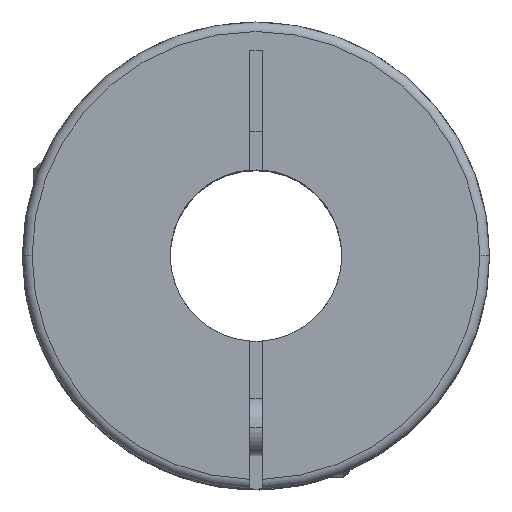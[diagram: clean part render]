
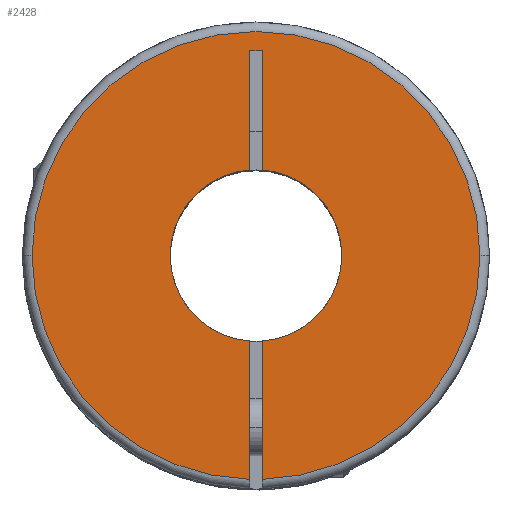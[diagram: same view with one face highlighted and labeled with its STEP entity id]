
A CAD part, top view. The second image highlights one B-rep face of the part: STEP entity #2428.
In plain terms, the highlighted planar face has unit normal (0, 0, 1).
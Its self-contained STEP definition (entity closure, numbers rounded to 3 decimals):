
#80 = CARTESIAN_POINT ( 'NONE',  ( 23.5, 0., 0. ) ) ;
#125 = VERTEX_POINT ( 'NONE', #2322 ) ;
#190 = FACE_OUTER_BOUND ( 'NONE', #3634, .T. ) ;
#215 = PLANE ( 'NONE',  #1989 ) ;
#237 = ORIENTED_EDGE ( 'NONE', *, *, #4603, .F. ) ;
#317 = ORIENTED_EDGE ( 'NONE', *, *, #2292, .F. ) ;
#362 = DIRECTION ( 'NONE',  ( -1., 0., 0. ) ) ;
#368 = CIRCLE ( 'NONE', #1757, 9. ) ;
#472 = CARTESIAN_POINT ( 'NONE',  ( 0.65, 8.976, 0. ) ) ;
#530 = VERTEX_POINT ( 'NONE', #80 ) ;
#605 = EDGE_CURVE ( 'NONE', #2467, #3632, #4384, .T. ) ;
#699 = EDGE_CURVE ( 'NONE', #4283, #3658, #1297, .T. ) ;
#743 = AXIS2_PLACEMENT_3D ( 'NONE', #1109, #2530, #4600 ) ;
#781 = VERTEX_POINT ( 'NONE', #3884 ) ;
#815 = CIRCLE ( 'NONE', #743, 23.5 ) ;
#856 = AXIS2_PLACEMENT_3D ( 'NONE', #4230, #1025, #4193 ) ;
#871 = DIRECTION ( 'NONE',  ( 0., 1., 0. ) ) ;
#909 = VECTOR ( 'NONE', #871, 1000. ) ;
#936 = CARTESIAN_POINT ( 'NONE',  ( 0., 0., 0. ) ) ;
#986 = CARTESIAN_POINT ( 'NONE',  ( 0., 0., 0. ) ) ;
#1025 = DIRECTION ( 'NONE',  ( 0., 0., -1. ) ) ;
#1109 = CARTESIAN_POINT ( 'NONE',  ( 0., 0., 0. ) ) ;
#1127 = EDGE_CURVE ( 'NONE', #781, #2872, #1953, .T. ) ;
#1150 = DIRECTION ( 'NONE',  ( -1., 0., 0. ) ) ;
#1297 = CIRCLE ( 'NONE', #856, 9. ) ;
#1329 = CARTESIAN_POINT ( 'NONE',  ( 0.65, -24.5, 0. ) ) ;
#1343 = ORIENTED_EDGE ( 'NONE', *, *, #1803, .F. ) ;
#1380 = CARTESIAN_POINT ( 'NONE',  ( -0.65, -23.491, 0. ) ) ;
#1449 = EDGE_CURVE ( 'NONE', #2467, #4283, #2475, .T. ) ;
#1464 = VECTOR ( 'NONE', #1518, 1000. ) ;
#1495 = LINE ( 'NONE', #2582, #1464 ) ;
#1518 = DIRECTION ( 'NONE',  ( 0., -1., 0. ) ) ;
#1532 = EDGE_CURVE ( 'NONE', #1975, #530, #815, .T. ) ;
#1536 = ORIENTED_EDGE ( 'NONE', *, *, #1532, .F. ) ;
#1559 = CARTESIAN_POINT ( 'NONE',  ( -23.5, 0., 0. ) ) ;
#1574 = CARTESIAN_POINT ( 'NONE',  ( -0.65, -8.976, 0. ) ) ;
#1606 = ORIENTED_EDGE ( 'NONE', *, *, #605, .F. ) ;
#1709 = EDGE_CURVE ( 'NONE', #2872, #3658, #1495, .T. ) ;
#1721 = VERTEX_POINT ( 'NONE', #472 ) ;
#1734 = ORIENTED_EDGE ( 'NONE', *, *, #2336, .T. ) ;
#1757 = AXIS2_PLACEMENT_3D ( 'NONE', #986, #2737, #2403 ) ;
#1768 = AXIS2_PLACEMENT_3D ( 'NONE', #3677, #2930, #1150 ) ;
#1786 = EDGE_CURVE ( 'NONE', #125, #3537, #2031, .T. ) ;
#1803 = EDGE_CURVE ( 'NONE', #3632, #1975, #3202, .T. ) ;
#1953 = LINE ( 'NONE', #2610, #2108 ) ;
#1968 = CARTESIAN_POINT ( 'NONE',  ( 0.65, -24.5, 0. ) ) ;
#1975 = VERTEX_POINT ( 'NONE', #1559 ) ;
#1989 = AXIS2_PLACEMENT_3D ( 'NONE', #936, #3424, #3791 ) ;
#1999 = AXIS2_PLACEMENT_3D ( 'NONE', #4197, #2385, #3843 ) ;
#2031 = LINE ( 'NONE', #1329, #2971 ) ;
#2108 = VECTOR ( 'NONE', #3061, 1000. ) ;
#2110 = DIRECTION ( 'NONE',  ( 0., 0., -1. ) ) ;
#2233 = CARTESIAN_POINT ( 'NONE',  ( 0., 0., 0. ) ) ;
#2292 = EDGE_CURVE ( 'NONE', #530, #125, #3801, .T. ) ;
#2322 = CARTESIAN_POINT ( 'NONE',  ( 0.65, -23.491, 0. ) ) ;
#2336 = EDGE_CURVE ( 'NONE', #1721, #3537, #368, .T. ) ;
#2385 = DIRECTION ( 'NONE',  ( 0., 0., -1. ) ) ;
#2403 = DIRECTION ( 'NONE',  ( -1., 0., 0. ) ) ;
#2428 = ADVANCED_FACE ( 'NONE', ( #190 ), #215, .F. ) ;
#2453 = DIRECTION ( 'NONE',  ( 0., 1., 0. ) ) ;
#2467 = VERTEX_POINT ( 'NONE', #1574 ) ;
#2470 = ORIENTED_EDGE ( 'NONE', *, *, #1127, .F. ) ;
#2475 = CIRCLE ( 'NONE', #3462, 9. ) ;
#2530 = DIRECTION ( 'NONE',  ( 0., 0., -1. ) ) ;
#2582 = CARTESIAN_POINT ( 'NONE',  ( -0.65, 21.5, 0. ) ) ;
#2608 = CARTESIAN_POINT ( 'NONE',  ( -9., 0., 0. ) ) ;
#2610 = CARTESIAN_POINT ( 'NONE',  ( 0.65, 21.5, 0. ) ) ;
#2661 = DIRECTION ( 'NONE',  ( 0., -1., 0. ) ) ;
#2674 = LINE ( 'NONE', #1968, #909 ) ;
#2711 = ORIENTED_EDGE ( 'NONE', *, *, #699, .T. ) ;
#2737 = DIRECTION ( 'NONE',  ( 0., 0., -1. ) ) ;
#2872 = VERTEX_POINT ( 'NONE', #3641 ) ;
#2930 = DIRECTION ( 'NONE',  ( 0., 0., -1. ) ) ;
#2971 = VECTOR ( 'NONE', #2453, 1000. ) ;
#2989 = CARTESIAN_POINT ( 'NONE',  ( -0.65, 21.5, 0. ) ) ;
#3061 = DIRECTION ( 'NONE',  ( -1., 0., 0. ) ) ;
#3202 = CIRCLE ( 'NONE', #1999, 23.5 ) ;
#3424 = DIRECTION ( 'NONE',  ( 0., 0., -1. ) ) ;
#3462 = AXIS2_PLACEMENT_3D ( 'NONE', #2233, #2110, #362 ) ;
#3537 = VERTEX_POINT ( 'NONE', #3687 ) ;
#3547 = ORIENTED_EDGE ( 'NONE', *, *, #1709, .F. ) ;
#3632 = VERTEX_POINT ( 'NONE', #1380 ) ;
#3634 = EDGE_LOOP ( 'NONE', ( #1343, #1606, #4313, #2711, #3547, #2470, #237, #1734, #4247, #317, #1536 ) ) ;
#3641 = CARTESIAN_POINT ( 'NONE',  ( -0.65, 21.5, 0. ) ) ;
#3658 = VERTEX_POINT ( 'NONE', #4156 ) ;
#3677 = CARTESIAN_POINT ( 'NONE',  ( 0., 0., 0. ) ) ;
#3687 = CARTESIAN_POINT ( 'NONE',  ( 0.65, -8.976, 0. ) ) ;
#3791 = DIRECTION ( 'NONE',  ( 0., -1., 0. ) ) ;
#3801 = CIRCLE ( 'NONE', #1768, 23.5 ) ;
#3843 = DIRECTION ( 'NONE',  ( -1., 0., 0. ) ) ;
#3884 = CARTESIAN_POINT ( 'NONE',  ( 0.65, 21.5, 0. ) ) ;
#4156 = CARTESIAN_POINT ( 'NONE',  ( -0.65, 8.976, 0. ) ) ;
#4193 = DIRECTION ( 'NONE',  ( -1., 0., 0. ) ) ;
#4197 = CARTESIAN_POINT ( 'NONE',  ( 0., 0., 0. ) ) ;
#4230 = CARTESIAN_POINT ( 'NONE',  ( 0., 0., 0. ) ) ;
#4247 = ORIENTED_EDGE ( 'NONE', *, *, #1786, .F. ) ;
#4283 = VERTEX_POINT ( 'NONE', #2608 ) ;
#4313 = ORIENTED_EDGE ( 'NONE', *, *, #1449, .T. ) ;
#4384 = LINE ( 'NONE', #2989, #4507 ) ;
#4507 = VECTOR ( 'NONE', #2661, 1000. ) ;
#4600 = DIRECTION ( 'NONE',  ( -1., 0., 0. ) ) ;
#4603 = EDGE_CURVE ( 'NONE', #1721, #781, #2674, .T. ) ;
